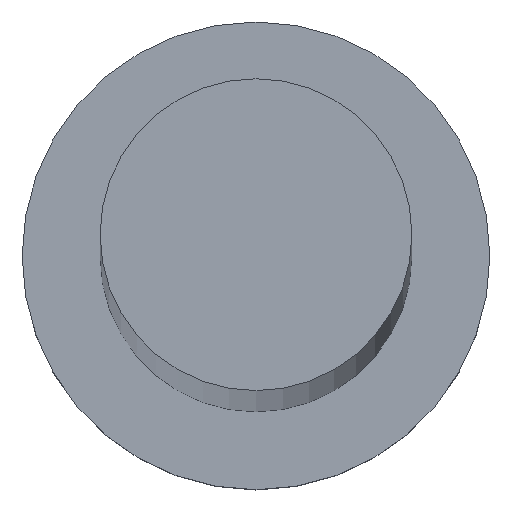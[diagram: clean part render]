
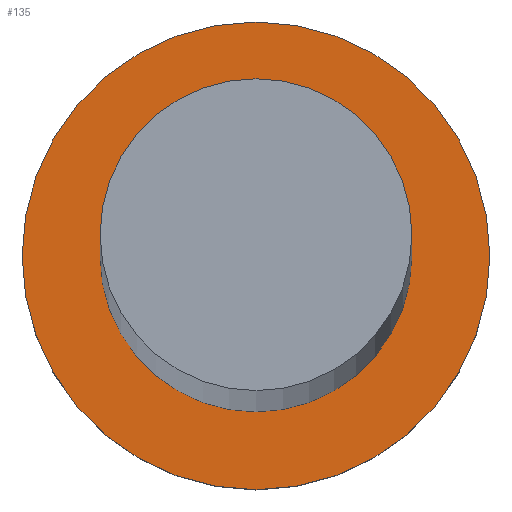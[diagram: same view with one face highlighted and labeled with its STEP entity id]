
A CAD part, top view. The second image highlights one B-rep face of the part: STEP entity #135.
In plain terms, the highlighted planar face has unit normal (0, 0, 1).
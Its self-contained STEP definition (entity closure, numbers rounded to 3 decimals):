
#2 = DIRECTION ( 'NONE',  ( 0., 0., 1. ) ) ;
#11 = VERTEX_POINT ( 'NONE', #167 ) ;
#13 = VERTEX_POINT ( 'NONE', #221 ) ;
#16 = EDGE_CURVE ( 'NONE', #11, #110, #242, .T. ) ;
#21 = AXIS2_PLACEMENT_3D ( 'NONE', #181, #2, #22 ) ;
#22 = DIRECTION ( 'NONE',  ( 1., 0., 0. ) ) ;
#25 = CARTESIAN_POINT ( 'NONE',  ( 8., 0., 7. ) ) ;
#26 = CARTESIAN_POINT ( 'NONE',  ( 0., 0., 7. ) ) ;
#28 = ORIENTED_EDGE ( 'NONE', *, *, #16, .T. ) ;
#38 = DIRECTION ( 'NONE',  ( 0., 0., 1. ) ) ;
#42 = FACE_BOUND ( 'NONE', #129, .T. ) ;
#45 = DIRECTION ( 'NONE',  ( 0., 0., 1. ) ) ;
#46 = ORIENTED_EDGE ( 'NONE', *, *, #247, .F. ) ;
#61 = DIRECTION ( 'NONE',  ( 0., 0., 1. ) ) ;
#68 = CIRCLE ( 'NONE', #238, 8. ) ;
#85 = AXIS2_PLACEMENT_3D ( 'NONE', #124, #45, #123 ) ;
#98 = CIRCLE ( 'NONE', #85, 12. ) ;
#99 = DIRECTION ( 'NONE',  ( 1., 0., 0. ) ) ;
#108 = EDGE_LOOP ( 'NONE', ( #184, #28 ) ) ;
#110 = VERTEX_POINT ( 'NONE', #250 ) ;
#120 = FACE_OUTER_BOUND ( 'NONE', #108, .T. ) ;
#123 = DIRECTION ( 'NONE',  ( 1., 0., 0. ) ) ;
#124 = CARTESIAN_POINT ( 'NONE',  ( 0., 0., 7. ) ) ;
#129 = EDGE_LOOP ( 'NONE', ( #46, #241 ) ) ;
#135 = ADVANCED_FACE ( 'NONE', ( #42, #120 ), #160, .T. ) ;
#140 = CARTESIAN_POINT ( 'NONE',  ( 0., 0., 7. ) ) ;
#152 = AXIS2_PLACEMENT_3D ( 'NONE', #230, #38, #174 ) ;
#160 = PLANE ( 'NONE',  #197 ) ;
#167 = CARTESIAN_POINT ( 'NONE',  ( 12., 0., 7. ) ) ;
#174 = DIRECTION ( 'NONE',  ( 1., 0., 0. ) ) ;
#181 = CARTESIAN_POINT ( 'NONE',  ( 0., 0., 7. ) ) ;
#184 = ORIENTED_EDGE ( 'NONE', *, *, #229, .T. ) ;
#196 = DIRECTION ( 'NONE',  ( 1., 0., 0. ) ) ;
#197 = AXIS2_PLACEMENT_3D ( 'NONE', #26, #237, #99 ) ;
#216 = EDGE_CURVE ( 'NONE', #222, #13, #68, .T. ) ;
#221 = CARTESIAN_POINT ( 'NONE',  ( -8., 0., 7. ) ) ;
#222 = VERTEX_POINT ( 'NONE', #25 ) ;
#225 = CIRCLE ( 'NONE', #21, 8. ) ;
#229 = EDGE_CURVE ( 'NONE', #110, #11, #98, .T. ) ;
#230 = CARTESIAN_POINT ( 'NONE',  ( 0., 0., 7. ) ) ;
#237 = DIRECTION ( 'NONE',  ( 0., 0., 1. ) ) ;
#238 = AXIS2_PLACEMENT_3D ( 'NONE', #140, #61, #196 ) ;
#241 = ORIENTED_EDGE ( 'NONE', *, *, #216, .F. ) ;
#242 = CIRCLE ( 'NONE', #152, 12. ) ;
#247 = EDGE_CURVE ( 'NONE', #13, #222, #225, .T. ) ;
#250 = CARTESIAN_POINT ( 'NONE',  ( -12., 0., 7. ) ) ;
